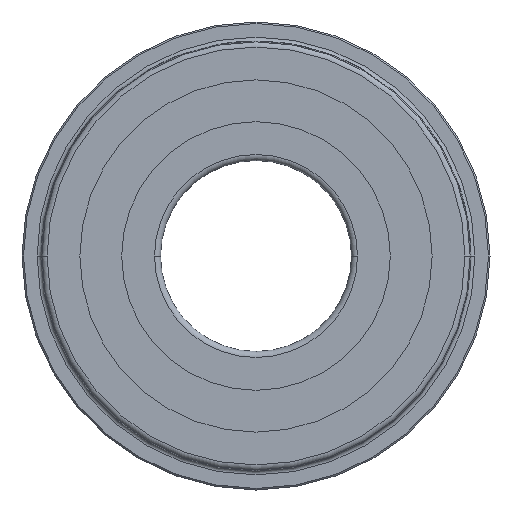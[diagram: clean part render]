
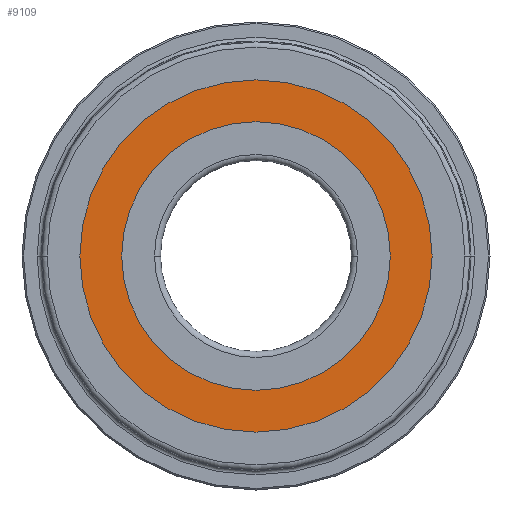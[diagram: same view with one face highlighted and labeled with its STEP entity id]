
A CAD part, left-side view. The second image highlights one B-rep face of the part: STEP entity #9109.
In plain terms, the highlighted planar face has unit normal (-1, 0, 0).
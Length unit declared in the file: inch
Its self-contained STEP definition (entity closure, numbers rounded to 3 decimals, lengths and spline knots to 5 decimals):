
#3398=CARTESIAN_POINT('',(-0.14085,0.,0.));
#3399=DIRECTION('',(1.,0.,0.));
#3400=DIRECTION('',(0.,-1.,0.));
#3401=AXIS2_PLACEMENT_3D('',#3398,#3399,#3400);
#3411=CARTESIAN_POINT('',(-0.14085,0.,0.));
#3412=DIRECTION('',(1.,0.,0.));
#3413=DIRECTION('',(0.,1.,0.));
#3414=AXIS2_PLACEMENT_3D('',#3411,#3412,#3413);
#3416=CARTESIAN_POINT('',(-0.14085,0.,0.));
#3417=DIRECTION('',(1.,0.,0.));
#3418=DIRECTION('',(0.,1.,0.));
#3419=AXIS2_PLACEMENT_3D('',#3416,#3417,#3418);
#3426=CARTESIAN_POINT('',(-0.14085,0.,0.));
#3427=DIRECTION('',(1.,0.,0.));
#3428=DIRECTION('',(0.,-1.,0.));
#3429=AXIS2_PLACEMENT_3D('',#3426,#3427,#3428);
#4132=CARTESIAN_POINT('',(-0.14085,0.35148,0.));
#4133=CARTESIAN_POINT('',(-0.14085,-0.35148,0.));
#4134=VERTEX_POINT('',#4132);
#4135=VERTEX_POINT('',#4133);
#4140=CARTESIAN_POINT('',(-0.14085,0.46103,0.));
#4141=CARTESIAN_POINT('',(-0.14085,-0.46103,0.));
#4142=VERTEX_POINT('',#4140);
#4143=VERTEX_POINT('',#4141);
#9093=CARTESIAN_POINT('',(-0.14085,0.,0.));
#9094=DIRECTION('',(1.,0.,0.));
#9095=DIRECTION('',(0.,-1.,0.));
#9096=AXIS2_PLACEMENT_3D('',#9093,#9094,#9095);
#9097=PLANE('',#9096);
#9099=ORIENTED_EDGE('',*,*,#9098,.T.);
#9101=ORIENTED_EDGE('',*,*,#9100,.T.);
#9102=EDGE_LOOP('',(#9099,#9101));
#9103=FACE_OUTER_BOUND('',#9102,.F.);
#9105=ORIENTED_EDGE('',*,*,#9104,.F.);
#9106=ORIENTED_EDGE('',*,*,#9083,.F.);
#9107=EDGE_LOOP('',(#9105,#9106));
#9108=FACE_BOUND('',#9107,.F.);
#3402=CIRCLE('',#3401,0.35148);
#3415=CIRCLE('',#3414,0.35148);
#3420=CIRCLE('',#3419,0.46103);
#3430=CIRCLE('',#3429,0.46103);
#9083=EDGE_CURVE('',#4135,#4134,#3402,.T.);
#9098=EDGE_CURVE('',#4142,#4143,#3420,.T.);
#9100=EDGE_CURVE('',#4143,#4142,#3430,.T.);
#9104=EDGE_CURVE('',#4134,#4135,#3415,.T.);
#9109=ADVANCED_FACE('',(#9103,#9108),#9097,.F.);
